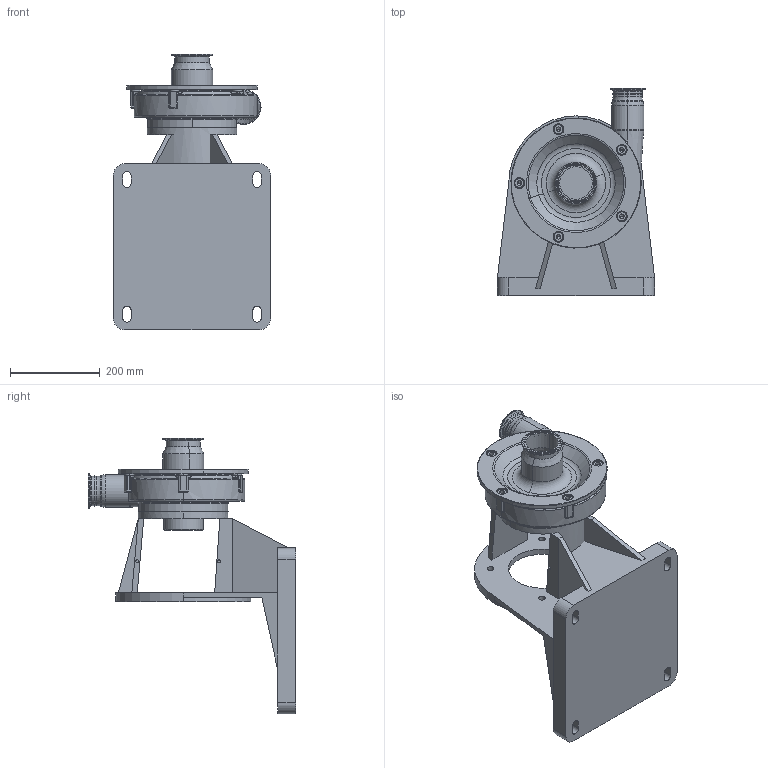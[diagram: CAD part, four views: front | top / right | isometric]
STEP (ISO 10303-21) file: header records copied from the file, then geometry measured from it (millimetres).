
FILE_DESCRIPTION (( 'STEP AP214' ), '1' );
FILE_NAME ('FP 3542 280TC VERT.STEP', '2023-02-17T17:32:02', ( '' ), ( '' ), 'SwSTEP 2.0', 'SolidWorks 2021', '' );
FILE_SCHEMA (( 'AUTOMOTIVE_DESIGN' ));
Length unit declared in the file: millimetre
Products named in the file (1): FP 3542 280TC VERT
Bounding box: 350 x 461 x 614.5 mm (x, y, z)
Volume: 14091663.3 mm3; surface area: 1066393.5 mm2
Topology: 1 solids, 6 shells, 578 faces, 1368 edges, 790 vertices
Faces by surface type: cylinder 186, plane 111, cone 93, torus 88, bspline 75, sphere 25
Entity records: 19729 total; most frequent: CARTESIAN_POINT 6636, DIRECTION 2889, ORIENTED_EDGE 2638, EDGE_CURVE 1319, AXIS2_PLACEMENT_3D 1225, VERTEX_POINT 788, CIRCLE 721, EDGE_LOOP 645
